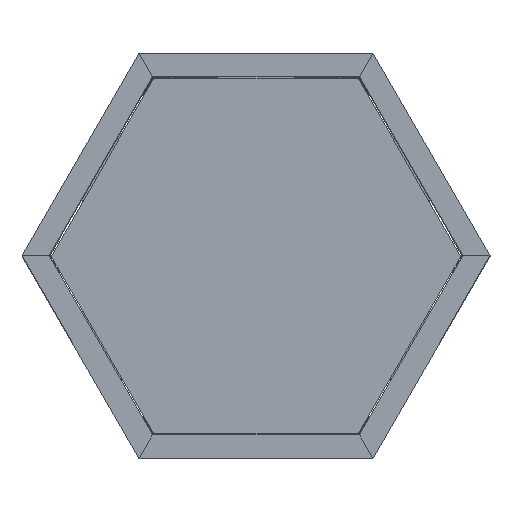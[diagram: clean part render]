
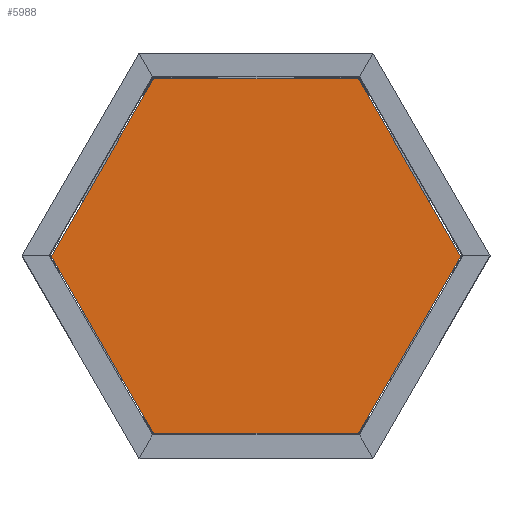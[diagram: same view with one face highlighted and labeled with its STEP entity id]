
A CAD part, top view. The second image highlights one B-rep face of the part: STEP entity #5988.
In plain terms, the highlighted planar face has unit normal (0, 0, 1).
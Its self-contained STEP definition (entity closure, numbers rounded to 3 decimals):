
#146=FACE_OUTER_BOUND('',#529,.T.);
#529=EDGE_LOOP('',(#3763,#3764,#3765,#3766,#3767,#3768));
#946=LINE('',#8545,#1685);
#947=LINE('',#8547,#1686);
#948=LINE('',#8549,#1687);
#949=LINE('',#8551,#1688);
#950=LINE('',#8553,#1689);
#951=LINE('',#8554,#1690);
#1685=VECTOR('',#6980,10.);
#1686=VECTOR('',#6981,10.);
#1687=VECTOR('',#6982,10.);
#1688=VECTOR('',#6983,10.);
#1689=VECTOR('',#6984,10.);
#1690=VECTOR('',#6985,10.);
#2400=VERTEX_POINT('',#8543);
#2401=VERTEX_POINT('',#8544);
#2402=VERTEX_POINT('',#8546);
#2403=VERTEX_POINT('',#8548);
#2404=VERTEX_POINT('',#8550);
#2405=VERTEX_POINT('',#8552);
#2922=EDGE_CURVE('',#2400,#2401,#946,.T.);
#2923=EDGE_CURVE('',#2401,#2402,#947,.T.);
#2924=EDGE_CURVE('',#2402,#2403,#948,.T.);
#2925=EDGE_CURVE('',#2403,#2404,#949,.T.);
#2926=EDGE_CURVE('',#2404,#2405,#950,.T.);
#2927=EDGE_CURVE('',#2405,#2400,#951,.T.);
#3763=ORIENTED_EDGE('',*,*,#2922,.T.);
#3764=ORIENTED_EDGE('',*,*,#2923,.T.);
#3765=ORIENTED_EDGE('',*,*,#2924,.T.);
#3766=ORIENTED_EDGE('',*,*,#2925,.T.);
#3767=ORIENTED_EDGE('',*,*,#2926,.T.);
#3768=ORIENTED_EDGE('',*,*,#2927,.T.);
#5177=PLANE('',#6453);
#5988=ADVANCED_FACE('',(#146),#5177,.T.);
#6453=AXIS2_PLACEMENT_3D('',#8542,#6978,#6979);
#6978=DIRECTION('center_axis',(0.,0.,1.));
#6979=DIRECTION('ref_axis',(1.,0.,0.));
#6980=DIRECTION('',(-0.5,0.866,0.));
#6981=DIRECTION('',(-1.,0.,0.));
#6982=DIRECTION('',(-0.5,-0.866,0.));
#6983=DIRECTION('',(0.5,-0.866,0.));
#6984=DIRECTION('',(1.,0.,0.));
#6985=DIRECTION('',(0.5,0.866,0.));
#8542=CARTESIAN_POINT('Origin',(416.189,422.268,190.));
#8543=CARTESIAN_POINT('',(941.133,422.268,190.));
#8544=CARTESIAN_POINT('',(678.661,876.883,190.));
#8545=CARTESIAN_POINT('',(941.133,422.268,190.));
#8546=CARTESIAN_POINT('',(153.717,876.883,190.));
#8547=CARTESIAN_POINT('',(678.661,876.883,190.));
#8548=CARTESIAN_POINT('',(-108.755,422.268,190.));
#8549=CARTESIAN_POINT('',(153.717,876.883,190.));
#8550=CARTESIAN_POINT('',(153.717,-32.348,190.));
#8551=CARTESIAN_POINT('',(-108.755,422.268,190.));
#8552=CARTESIAN_POINT('',(678.661,-32.348,190.));
#8553=CARTESIAN_POINT('',(153.717,-32.348,190.));
#8554=CARTESIAN_POINT('',(678.661,-32.348,190.));
